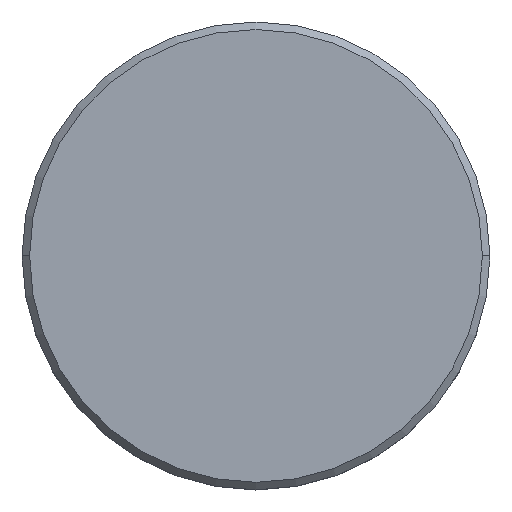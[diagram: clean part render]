
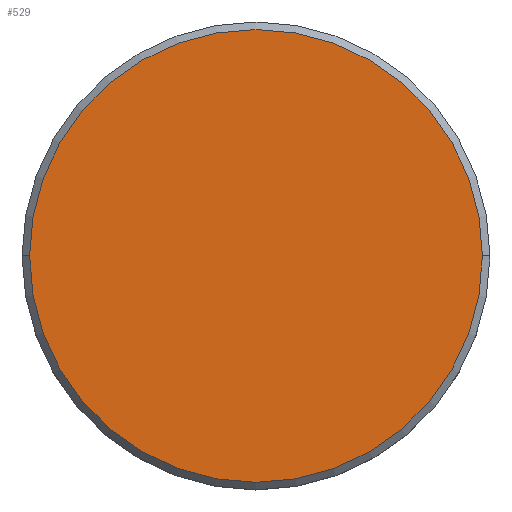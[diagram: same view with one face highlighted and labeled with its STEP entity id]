
A CAD part, top view. The second image highlights one B-rep face of the part: STEP entity #529.
In plain terms, the highlighted planar face has unit normal (0, 0, 1).
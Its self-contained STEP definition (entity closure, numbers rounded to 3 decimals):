
#12 = CIRCLE ( 'NONE', #678, 15. ) ;
#75 = CARTESIAN_POINT ( 'NONE',  ( 0., 0., 0. ) ) ;
#98 = FACE_OUTER_BOUND ( 'NONE', #699, .T. ) ;
#100 = DIRECTION ( 'NONE',  ( 1., 0., 0. ) ) ;
#122 = EDGE_CURVE ( 'NONE', #1037, #1082, #12, .T. ) ;
#173 = DIRECTION ( 'NONE',  ( 0., 0., 1. ) ) ;
#242 = CARTESIAN_POINT ( 'NONE',  ( 15., 0., 0. ) ) ;
#258 = PLANE ( 'NONE',  #839 ) ;
#284 = DIRECTION ( 'NONE',  ( 1., 0., 0. ) ) ;
#371 = ORIENTED_EDGE ( 'NONE', *, *, #122, .T. ) ;
#434 = CARTESIAN_POINT ( 'NONE',  ( 0., 0., 0. ) ) ;
#517 = CARTESIAN_POINT ( 'NONE',  ( -15., 0., 0. ) ) ;
#529 = ADVANCED_FACE ( 'NONE', ( #98 ), #258, .T. ) ;
#554 = DIRECTION ( 'NONE',  ( 0., 0., 1. ) ) ;
#566 = CIRCLE ( 'NONE', #1127, 15. ) ;
#678 = AXIS2_PLACEMENT_3D ( 'NONE', #434, #1068, #1172 ) ;
#699 = EDGE_LOOP ( 'NONE', ( #371, #1057 ) ) ;
#803 = EDGE_CURVE ( 'NONE', #1082, #1037, #566, .T. ) ;
#839 = AXIS2_PLACEMENT_3D ( 'NONE', #75, #173, #284 ) ;
#1018 = CARTESIAN_POINT ( 'NONE',  ( 0., 0., 0. ) ) ;
#1037 = VERTEX_POINT ( 'NONE', #517 ) ;
#1057 = ORIENTED_EDGE ( 'NONE', *, *, #803, .T. ) ;
#1068 = DIRECTION ( 'NONE',  ( 0., 0., 1. ) ) ;
#1082 = VERTEX_POINT ( 'NONE', #242 ) ;
#1127 = AXIS2_PLACEMENT_3D ( 'NONE', #1018, #554, #100 ) ;
#1172 = DIRECTION ( 'NONE',  ( 1., 0., 0. ) ) ;
